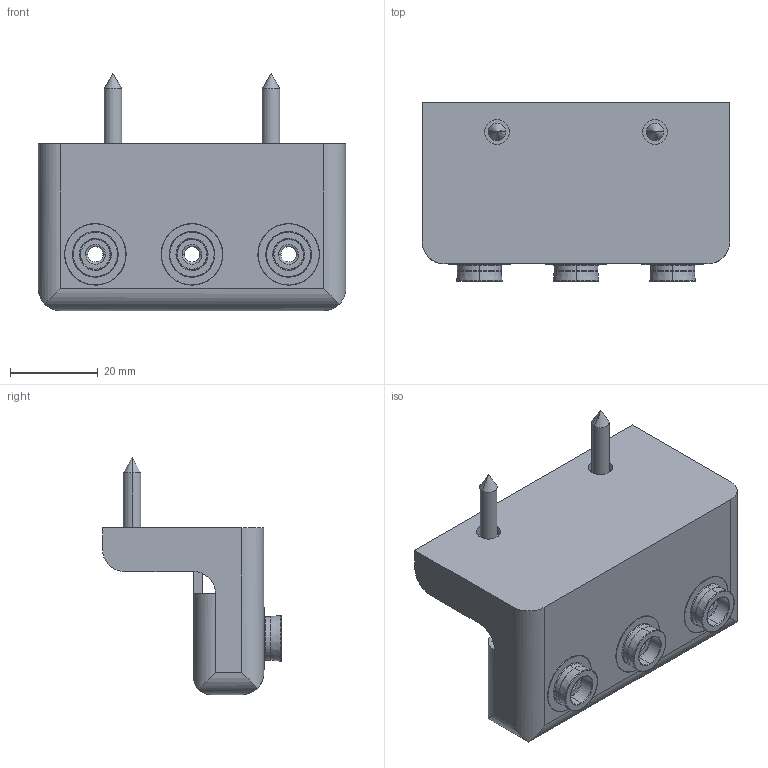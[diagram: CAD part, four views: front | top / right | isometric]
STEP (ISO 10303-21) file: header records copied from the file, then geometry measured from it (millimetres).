
FILE_DESCRIPTION (( 'STEP AP203' ), '1' );
FILE_NAME ('406516905_c_1.STEP', '2023-04-15T04:27:30', ( '' ), ( '' ), 'SwSTEP 2.0', 'SolidWorks 2014', '' );
FILE_SCHEMA (( 'CONFIG_CONTROL_DESIGN' ));
Length unit declared in the file: millimetre
Products named in the file (1): 406516905_c_1
Bounding box: 70 x 40.7 x 54 mm (x, y, z)
Volume: 17896.7 mm3; surface area: 19101.9 mm2
Topology: 1 solids, 1 shells, 159 faces, 414 edges, 270 vertices
Faces by surface type: bspline 54, cylinder 54, plane 35, cone 10, torus 6
Entity records: 6933 total; most frequent: CARTESIAN_POINT 3054, ORIENTED_EDGE 820, DIRECTION 808, EDGE_CURVE 410, AXIS2_PLACEMENT_3D 346, VERTEX_POINT 270, CIRCLE 240, EDGE_LOOP 190
